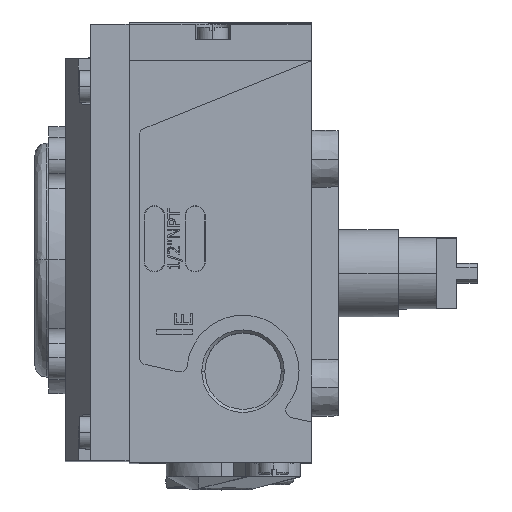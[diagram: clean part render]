
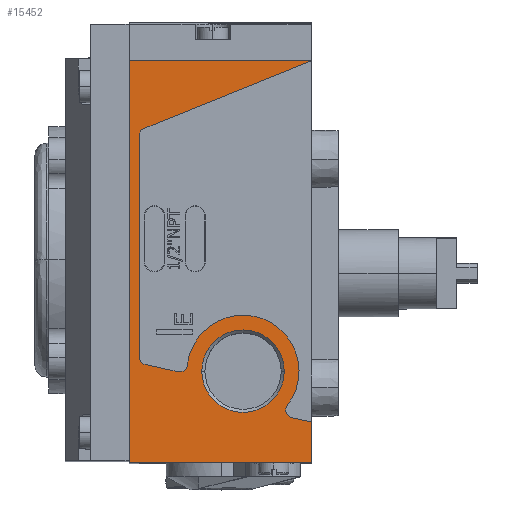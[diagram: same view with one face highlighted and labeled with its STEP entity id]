
A CAD part, top view. The second image highlights one B-rep face of the part: STEP entity #15452.
In plain terms, the highlighted planar face has unit normal (0, 0, 1).
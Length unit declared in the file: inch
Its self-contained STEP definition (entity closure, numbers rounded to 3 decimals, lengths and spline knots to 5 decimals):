
#379 = DIRECTION ( 'NONE',  ( -1., 0., 0. ) ) ;
#1336 = CARTESIAN_POINT ( 'NONE',  ( 2.51901, 0.85443, 2.37741 ) ) ;
#1567 = CARTESIAN_POINT ( 'NONE',  ( 0.72401, 0.45443, 2.37741 ) ) ;
#1669 = EDGE_CURVE ( 'NONE', #34542, #48136, #47012, .T. ) ;
#1861 = CARTESIAN_POINT ( 'NONE',  ( 2.24901, 1.35443, 2.37741 ) ) ;
#2258 = CARTESIAN_POINT ( 'NONE',  ( 0.89901, 3.66885, 2.37741 ) ) ;
#2816 = VECTOR ( 'NONE', #52628, 39.37008 ) ;
#2850 = CARTESIAN_POINT ( 'NONE',  ( 1.20665, 1.34882, 2.37741 ) ) ;
#4167 = AXIS2_PLACEMENT_3D ( 'NONE', #5440, #31596, #22648 ) ;
#4178 = CARTESIAN_POINT ( 'NONE',  ( 1.20665, 1.34882, 2.37741 ) ) ;
#5001 = EDGE_CURVE ( 'NONE', #32104, #48136, #39634, .T. ) ;
#5264 = CARTESIAN_POINT ( 'NONE',  ( 1.84401, 1.35443, 2.37741 ) ) ;
#5440 = CARTESIAN_POINT ( 'NONE',  ( 1.62151, 2.42943, 2.37741 ) ) ;
#5896 = DIRECTION ( 'NONE',  ( 0., 0., -1. ) ) ;
#6283 = DIRECTION ( 'NONE',  ( 0., 0., -1. ) ) ;
#6499 = EDGE_LOOP ( 'NONE', ( #6510, #30400 ) ) ;
#6510 = ORIENTED_EDGE ( 'NONE', *, *, #49193, .T. ) ;
#6567 = LINE ( 'NONE', #21081, #26376 ) ;
#7724 = DIRECTION ( 'NONE',  ( -1., 0., 0. ) ) ;
#7976 = ORIENTED_EDGE ( 'NONE', *, *, #37335, .T. ) ;
#8561 = AXIS2_PLACEMENT_3D ( 'NONE', #39010, #48597, #29743 ) ;
#8780 = EDGE_CURVE ( 'NONE', #43433, #32104, #21222, .T. ) ;
#9453 = VERTEX_POINT ( 'NONE', #34042 ) ;
#9796 = DIRECTION ( 'NONE',  ( 0., 0., -1. ) ) ;
#9938 = VERTEX_POINT ( 'NONE', #21506 ) ;
#10115 = CARTESIAN_POINT ( 'NONE',  ( 0.89901, 1.49291, 2.37741 ) ) ;
#10143 = ORIENTED_EDGE ( 'NONE', *, *, #46976, .T. ) ;
#11116 = DIRECTION ( 'NONE',  ( 0., -1., 0. ) ) ;
#11341 = EDGE_CURVE ( 'NONE', #22116, #15627, #43641, .T. ) ;
#11539 = CARTESIAN_POINT ( 'NONE',  ( 2.51901, 0.85443, 2.37741 ) ) ;
#12286 = CARTESIAN_POINT ( 'NONE',  ( 1.62151, 4.40443, 2.37741 ) ) ;
#12557 = DIRECTION ( 'NONE',  ( 0., -1., 0. ) ) ;
#12661 = DIRECTION ( 'NONE',  ( 0., 0., -1. ) ) ;
#13096 = AXIS2_PLACEMENT_3D ( 'NONE', #10115, #9796, #53044 ) ;
#13734 = CIRCLE ( 'NONE', #49268, 0.405 ) ;
#13764 = CARTESIAN_POINT ( 'NONE',  ( 1.22268, 1.42209, 2.37741 ) ) ;
#14695 = ORIENTED_EDGE ( 'NONE', *, *, #31276, .F. ) ;
#14802 = VERTEX_POINT ( 'NONE', #1861 ) ;
#14804 = CARTESIAN_POINT ( 'NONE',  ( 1.29724, 1.41397, 2.37741 ) ) ;
#15452 = ADVANCED_FACE ( 'NONE', ( #37859, #19337 ), #47744, .T. ) ;
#15492 = VERTEX_POINT ( 'NONE', #43163 ) ;
#15627 = VERTEX_POINT ( 'NONE', #28203 ) ;
#15659 = EDGE_CURVE ( 'NONE', #38799, #15492, #42407, .T. ) ;
#16186 = EDGE_CURVE ( 'NONE', #15627, #23492, #26905, .T. ) ;
#16467 = CIRCLE ( 'NONE', #8561, 0.405 ) ;
#16609 = DIRECTION ( 'NONE',  ( -1., 0., 0. ) ) ;
#16844 = CIRCLE ( 'NONE', #54338, 0.075 ) ;
#17234 = ORIENTED_EDGE ( 'NONE', *, *, #5001, .T. ) ;
#17987 = ORIENTED_EDGE ( 'NONE', *, *, #11341, .T. ) ;
#18356 = CARTESIAN_POINT ( 'NONE',  ( 0.82401, 2.42943, 2.37741 ) ) ;
#18717 = DIRECTION ( 'NONE',  ( -1., 0., 0. ) ) ;
#19137 = CARTESIAN_POINT ( 'NONE',  ( 0.82401, 1.49291, 2.37741 ) ) ;
#19337 = FACE_OUTER_BOUND ( 'NONE', #58294, .T. ) ;
#19796 = CARTESIAN_POINT ( 'NONE',  ( 2.33751, 0.97092, 2.37741 ) ) ;
#20675 = CARTESIAN_POINT ( 'NONE',  ( 2.51901, 4.40443, 2.37741 ) ) ;
#20930 = ORIENTED_EDGE ( 'NONE', *, *, #16186, .T. ) ;
#20966 = CARTESIAN_POINT ( 'NONE',  ( 0.87091, 3.73838, 2.37741 ) ) ;
#21081 = CARTESIAN_POINT ( 'NONE',  ( 0.87091, 3.73838, 2.37741 ) ) ;
#21083 = LINE ( 'NONE', #2850, #61054 ) ;
#21222 = LINE ( 'NONE', #22742, #57971 ) ;
#21506 = CARTESIAN_POINT ( 'NONE',  ( 1.43901, 1.35443, 2.37741 ) ) ;
#21783 = ORIENTED_EDGE ( 'NONE', *, *, #33561, .T. ) ;
#22116 = VERTEX_POINT ( 'NONE', #11539 ) ;
#22648 = DIRECTION ( 'NONE',  ( 1., 0., 0. ) ) ;
#22742 = CARTESIAN_POINT ( 'NONE',  ( 0.72401, 2.42943, 2.37741 ) ) ;
#23171 = VERTEX_POINT ( 'NONE', #52599 ) ;
#23243 = CARTESIAN_POINT ( 'NONE',  ( 2.51901, 0.45443, 2.37741 ) ) ;
#23492 = VERTEX_POINT ( 'NONE', #44619 ) ;
#23494 = DIRECTION ( 'NONE',  ( 0., 0., 1. ) ) ;
#24080 = VECTOR ( 'NONE', #57075, 39.37008 ) ;
#25317 = ORIENTED_EDGE ( 'NONE', *, *, #46146, .T. ) ;
#25400 = DIRECTION ( 'NONE',  ( 0.927, 0.375, 0. ) ) ;
#25417 = DIRECTION ( 'NONE',  ( -1., 0., 0. ) ) ;
#26376 = VECTOR ( 'NONE', #25400, 39.37008 ) ;
#26617 = ORIENTED_EDGE ( 'NONE', *, *, #39226, .T. ) ;
#26905 = CIRCLE ( 'NONE', #45659, 0.075 ) ;
#27512 = ORIENTED_EDGE ( 'NONE', *, *, #48575, .T. ) ;
#27734 = VERTEX_POINT ( 'NONE', #14804 ) ;
#28203 = CARTESIAN_POINT ( 'NONE',  ( 2.32148, 0.89765, 2.37741 ) ) ;
#28250 = CARTESIAN_POINT ( 'NONE',  ( 0.72401, 0.47443, 2.37741 ) ) ;
#28952 = CARTESIAN_POINT ( 'NONE',  ( 1.84401, 1.35443, 2.37741 ) ) ;
#29743 = DIRECTION ( 'NONE',  ( 1., 0., 0. ) ) ;
#29867 = DIRECTION ( 'NONE',  ( 0., 0., -1. ) ) ;
#30400 = ORIENTED_EDGE ( 'NONE', *, *, #53059, .T. ) ;
#31097 = LINE ( 'NONE', #12286, #58131 ) ;
#31276 = EDGE_CURVE ( 'NONE', #22116, #34542, #44149, .T. ) ;
#31596 = DIRECTION ( 'NONE',  ( 0., 0., 1. ) ) ;
#32104 = VERTEX_POINT ( 'NONE', #28250 ) ;
#33561 = EDGE_CURVE ( 'NONE', #23171, #27734, #35637, .T. ) ;
#33627 = AXIS2_PLACEMENT_3D ( 'NONE', #5264, #23494, #56280 ) ;
#34042 = CARTESIAN_POINT ( 'NONE',  ( 2.51901, 4.40443, 2.37741 ) ) ;
#34542 = VERTEX_POINT ( 'NONE', #47431 ) ;
#35223 = ORIENTED_EDGE ( 'NONE', *, *, #42678, .T. ) ;
#35637 = CIRCLE ( 'NONE', #33627, 0.55 ) ;
#35857 = EDGE_CURVE ( 'NONE', #15492, #52336, #16844, .T. ) ;
#37174 = DIRECTION ( 'NONE',  ( 0., 1., 0. ) ) ;
#37335 = EDGE_CURVE ( 'NONE', #23492, #23171, #53463, .T. ) ;
#37859 = FACE_BOUND ( 'NONE', #6499, .T. ) ;
#38616 = DIRECTION ( 'NONE',  ( -1., 0., 0. ) ) ;
#38799 = VERTEX_POINT ( 'NONE', #19137 ) ;
#39010 = CARTESIAN_POINT ( 'NONE',  ( 1.84401, 1.35443, 2.37741 ) ) ;
#39226 = EDGE_CURVE ( 'NONE', #57225, #38799, #49608, .T. ) ;
#39324 = CARTESIAN_POINT ( 'NONE',  ( 0.72401, 2.42943, 2.37741 ) ) ;
#39523 = VERTEX_POINT ( 'NONE', #4178 ) ;
#39634 = LINE ( 'NONE', #39324, #24080 ) ;
#40414 = VECTOR ( 'NONE', #11116, 39.37008 ) ;
#41879 = ORIENTED_EDGE ( 'NONE', *, *, #35857, .T. ) ;
#42407 = LINE ( 'NONE', #18356, #54501 ) ;
#42678 = EDGE_CURVE ( 'NONE', #52336, #9453, #6567, .T. ) ;
#43163 = CARTESIAN_POINT ( 'NONE',  ( 0.82401, 3.66885, 2.37741 ) ) ;
#43433 = VERTEX_POINT ( 'NONE', #44087 ) ;
#43641 = LINE ( 'NONE', #1336, #2816 ) ;
#43783 = DIRECTION ( 'NONE',  ( 1., 0., 0. ) ) ;
#44087 = CARTESIAN_POINT ( 'NONE',  ( 0.72401, 4.40443, 2.37741 ) ) ;
#44149 = LINE ( 'NONE', #20675, #40414 ) ;
#44619 = CARTESIAN_POINT ( 'NONE',  ( 2.26251, 0.97092, 2.37741 ) ) ;
#45659 = AXIS2_PLACEMENT_3D ( 'NONE', #19796, #5896, #38616 ) ;
#46015 = CARTESIAN_POINT ( 'NONE',  ( 2.33751, 0.97092, 2.37741 ) ) ;
#46146 = EDGE_CURVE ( 'NONE', #27734, #39523, #54058, .T. ) ;
#46976 = EDGE_CURVE ( 'NONE', #39523, #57225, #21083, .T. ) ;
#47012 = LINE ( 'NONE', #23243, #50377 ) ;
#47431 = CARTESIAN_POINT ( 'NONE',  ( 2.51901, 0.45443, 2.37741 ) ) ;
#47744 = PLANE ( 'NONE',  #4167 ) ;
#48136 = VERTEX_POINT ( 'NONE', #1567 ) ;
#48575 = EDGE_CURVE ( 'NONE', #9453, #43433, #31097, .T. ) ;
#48597 = DIRECTION ( 'NONE',  ( 0., 0., -1. ) ) ;
#49128 = CARTESIAN_POINT ( 'NONE',  ( 0.88298, 1.41965, 2.37741 ) ) ;
#49193 = EDGE_CURVE ( 'NONE', #14802, #9938, #13734, .T. ) ;
#49268 = AXIS2_PLACEMENT_3D ( 'NONE', #28952, #29867, #43783 ) ;
#49608 = CIRCLE ( 'NONE', #13096, 0.075 ) ;
#50377 = VECTOR ( 'NONE', #379, 39.37008 ) ;
#50449 = AXIS2_PLACEMENT_3D ( 'NONE', #46015, #12661, #7724 ) ;
#51101 = AXIS2_PLACEMENT_3D ( 'NONE', #13764, #60467, #18717 ) ;
#52336 = VERTEX_POINT ( 'NONE', #20966 ) ;
#52599 = CARTESIAN_POINT ( 'NONE',  ( 2.27829, 1.01694, 2.37741 ) ) ;
#52628 = DIRECTION ( 'NONE',  ( -0.977, 0.214, 0. ) ) ;
#52873 = ORIENTED_EDGE ( 'NONE', *, *, #15659, .T. ) ;
#53044 = DIRECTION ( 'NONE',  ( -1., 0., 0. ) ) ;
#53059 = EDGE_CURVE ( 'NONE', #9938, #14802, #16467, .T. ) ;
#53463 = CIRCLE ( 'NONE', #50449, 0.075 ) ;
#54058 = CIRCLE ( 'NONE', #51101, 0.075 ) ;
#54338 = AXIS2_PLACEMENT_3D ( 'NONE', #2258, #6283, #25417 ) ;
#54501 = VECTOR ( 'NONE', #37174, 39.37008 ) ;
#56280 = DIRECTION ( 'NONE',  ( -1., 0., 0. ) ) ;
#57075 = DIRECTION ( 'NONE',  ( 0., -1., 0. ) ) ;
#57225 = VERTEX_POINT ( 'NONE', #49128 ) ;
#57971 = VECTOR ( 'NONE', #12557, 39.37008 ) ;
#58131 = VECTOR ( 'NONE', #16609, 39.37008 ) ;
#58294 = EDGE_LOOP ( 'NONE', ( #17987, #20930, #7976, #21783, #25317, #10143, #26617, #52873, #41879, #35223, #27512, #58906, #17234, #60823, #14695 ) ) ;
#58503 = DIRECTION ( 'NONE',  ( -0.977, 0.214, 0. ) ) ;
#58906 = ORIENTED_EDGE ( 'NONE', *, *, #8780, .T. ) ;
#60467 = DIRECTION ( 'NONE',  ( 0., 0., -1. ) ) ;
#60823 = ORIENTED_EDGE ( 'NONE', *, *, #1669, .F. ) ;
#61054 = VECTOR ( 'NONE', #58503, 39.37008 ) ;
